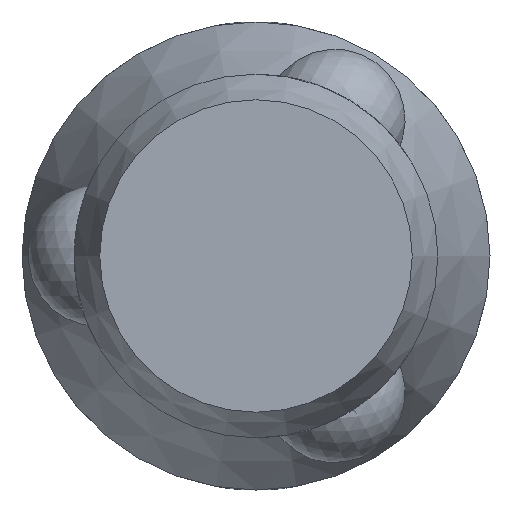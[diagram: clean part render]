
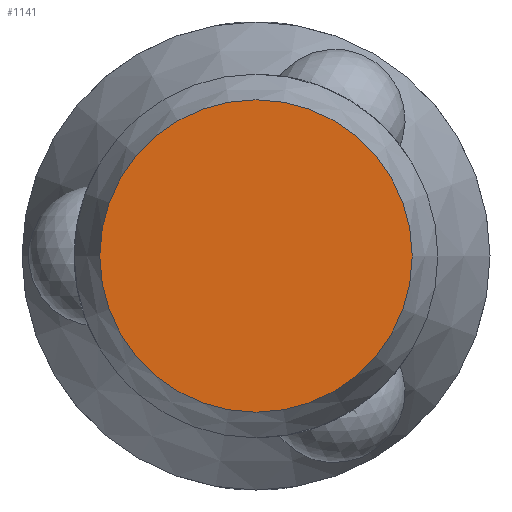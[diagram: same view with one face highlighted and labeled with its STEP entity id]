
A CAD part, left-side view. The second image highlights one B-rep face of the part: STEP entity #1141.
In plain terms, the highlighted planar face has unit normal (-1, 0, 0).
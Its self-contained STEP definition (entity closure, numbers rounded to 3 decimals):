
#71=CIRCLE('',#1252,6.658);
#72=CIRCLE('',#1253,6.658);
#118=PLANE('',#1254);
#157=FACE_OUTER_BOUND('',#222,.T.);
#222=EDGE_LOOP('',(#834,#835));
#496=VERTEX_POINT('',#2001);
#497=VERTEX_POINT('',#2002);
#634=EDGE_CURVE('',#496,#497,#71,.T.);
#635=EDGE_CURVE('',#497,#496,#72,.T.);
#834=ORIENTED_EDGE('',*,*,#634,.T.);
#835=ORIENTED_EDGE('',*,*,#635,.T.);
#1141=ADVANCED_FACE('',(#157),#118,.T.);
#1252=AXIS2_PLACEMENT_3D('',#2003,#1409,#1410);
#1253=AXIS2_PLACEMENT_3D('',#2004,#1411,#1412);
#1254=AXIS2_PLACEMENT_3D('',#2006,#1414,#1415);
#1409=DIRECTION('center_axis',(-1.,0.,0.));
#1410=DIRECTION('ref_axis',(0.,1.,0.));
#1411=DIRECTION('center_axis',(-1.,0.,0.));
#1412=DIRECTION('ref_axis',(0.,1.,0.));
#1414=DIRECTION('center_axis',(-1.,0.,0.));
#1415=DIRECTION('ref_axis',(0.,0.,1.));
#2001=CARTESIAN_POINT('',(-25.,6.658,0.));
#2002=CARTESIAN_POINT('',(-25.,-6.658,0.));
#2003=CARTESIAN_POINT('Origin',(-25.,0.,0.));
#2004=CARTESIAN_POINT('Origin',(-25.,0.,0.));
#2006=CARTESIAN_POINT('Origin',(-25.,3.329,0.));
